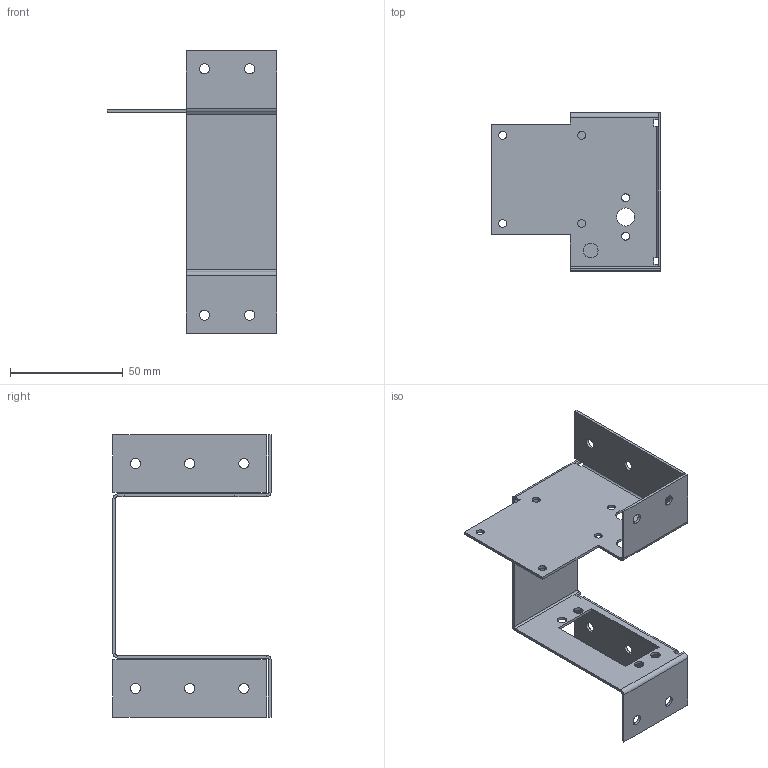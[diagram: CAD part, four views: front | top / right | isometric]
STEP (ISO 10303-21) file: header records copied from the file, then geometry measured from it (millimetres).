
FILE_DESCRIPTION (( 'STEP AP214' ), '1' );
FILE_NAME ('base-plate.STEP', '2016-11-25T03:09:23', ( '' ), ( '' ), 'SwSTEP 2.0', 'SolidWorks 2016', '' );
FILE_SCHEMA (( 'AUTOMOTIVE_DESIGN' ));
Length unit declared in the file: millimetre
Products named in the file (1): base-plate
Bounding box: 75 x 70 x 125 mm (x, y, z)
Volume: 17202.6 mm3; surface area: 30193 mm2
Topology: 1 solids, 1 shells, 126 faces, 324 edges, 200 vertices
Faces by surface type: plane 70, cylinder 56
Entity records: 3922 total; most frequent: DIRECTION 690, CARTESIAN_POINT 651, ORIENTED_EDGE 648, EDGE_CURVE 324, AXIS2_PLACEMENT_3D 239, VECTOR 212, LINE 212, VERTEX_POINT 200
